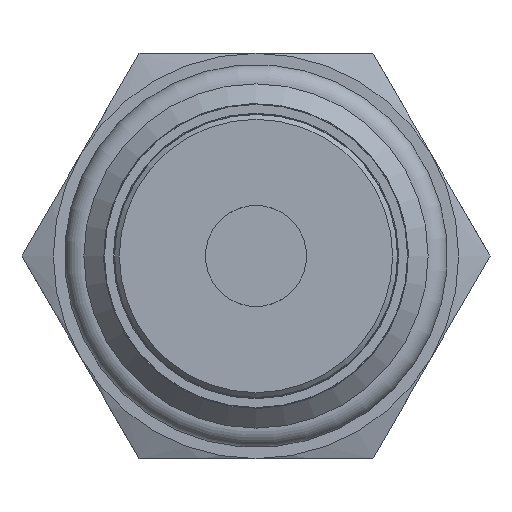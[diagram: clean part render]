
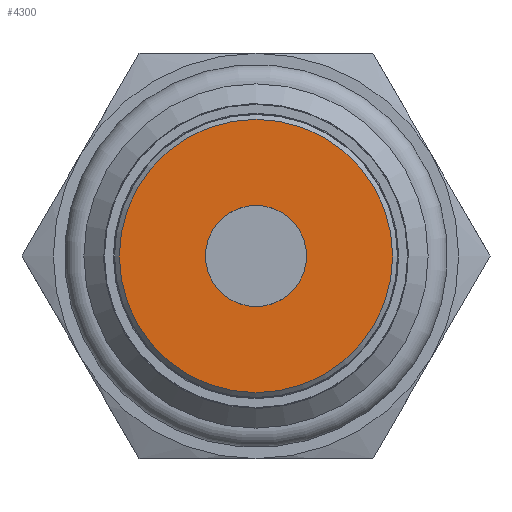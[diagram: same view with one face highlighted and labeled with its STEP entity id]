
A CAD part, left-side view. The second image highlights one B-rep face of the part: STEP entity #4300.
In plain terms, the highlighted planar face has unit normal (-1, 0, 0).
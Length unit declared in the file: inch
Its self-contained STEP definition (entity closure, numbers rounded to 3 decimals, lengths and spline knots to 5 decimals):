
#3880=CARTESIAN_POINT('',(-2.63,-0.156,0.));
#3881=VERTEX_POINT('',#3880);
#3882=CARTESIAN_POINT('',(-2.63,0.,0.));
#3883=DIRECTION('',(1.0,0.0,0.0));
#3884=DIRECTION('',(0.0,1.0,0.0));
#3885=AXIS2_PLACEMENT_3D('',#3882,#3883,#3884);
#3886=CIRCLE('',#3885,0.156);
#3887=EDGE_CURVE('',#3881,#3881,#3886,.T.);
#4266=CARTESIAN_POINT('',(-2.63,0.4215,0.));
#4267=VERTEX_POINT('',#4266);
#4268=CARTESIAN_POINT('',(-2.63,0.0,0.0));
#4269=DIRECTION('',(1.0,0.0,0.0));
#4270=DIRECTION('',(0.0,-1.0,0.0));
#4271=AXIS2_PLACEMENT_3D('',#4268,#4269,#4270);
#4272=CIRCLE('',#4271,0.4215);
#4273=EDGE_CURVE('',#4267,#4267,#4272,.T.);
#4289=CARTESIAN_POINT('',(-2.63,0.21825,0.0));
#4290=DIRECTION('',(-1.0,0.0,0.0));
#4291=DIRECTION('',(0.0,0.0,1.0));
#4292=AXIS2_PLACEMENT_3D('',#4289,#4290,#4291);
#4293=PLANE('',#4292);
#4294=ORIENTED_EDGE('',*,*,#4273,.F.);
#4295=EDGE_LOOP('',(#4294));
#4296=FACE_OUTER_BOUND('',#4295,.T.);
#4297=ORIENTED_EDGE('',*,*,#3887,.T.);
#4298=EDGE_LOOP('',(#4297));
#4299=FACE_BOUND('',#4298,.T.);
#4300=ADVANCED_FACE('',(#4296,#4299),#4293,.T.);
